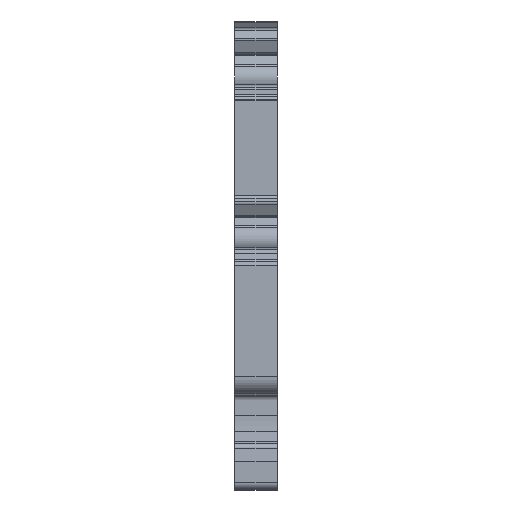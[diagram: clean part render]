
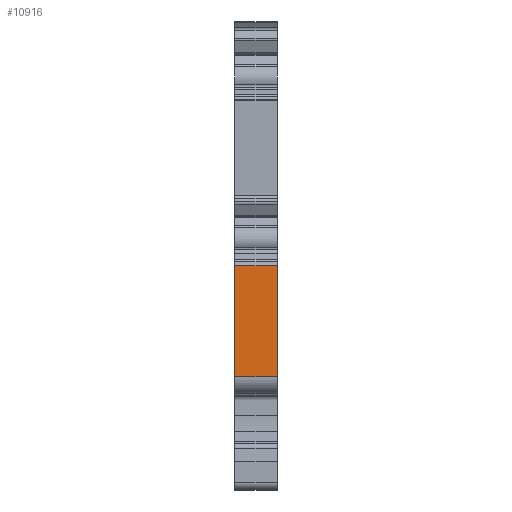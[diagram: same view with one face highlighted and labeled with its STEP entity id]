
A CAD part, left-side view. The second image highlights one B-rep face of the part: STEP entity #10916.
In plain terms, the highlighted planar face has unit normal (-1, 0, 0).
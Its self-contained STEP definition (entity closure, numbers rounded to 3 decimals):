
#861 = CARTESIAN_POINT ( 'NONE',  ( -60.1, 0., 8.868 ) ) ;
#2891 = DIRECTION ( 'NONE',  ( 1., 0., 0. ) ) ;
#3075 = PLANE ( 'NONE',  #8778 ) ;
#5576 = ORIENTED_EDGE ( 'NONE', *, *, #23887, .T. ) ;
#5835 = CARTESIAN_POINT ( 'NONE',  ( -60.1, 6., 8.868 ) ) ;
#6265 = VERTEX_POINT ( 'NONE', #24614 ) ;
#7068 = CARTESIAN_POINT ( 'NONE',  ( -60.1, 6., 8.868 ) ) ;
#7558 = LINE ( 'NONE', #31260, #34940 ) ;
#8778 = AXIS2_PLACEMENT_3D ( 'NONE', #5835, #2891, #14849 ) ;
#8947 = FACE_OUTER_BOUND ( 'NONE', #20265, .T. ) ;
#9160 = VECTOR ( 'NONE', #28464, 1000. ) ;
#10196 = VERTEX_POINT ( 'NONE', #37719 ) ;
#10916 = ADVANCED_FACE ( 'NONE', ( #8947 ), #3075, .F. ) ;
#13889 = EDGE_CURVE ( 'NONE', #6265, #34769, #25341, .T. ) ;
#14849 = DIRECTION ( 'NONE',  ( 0., 0., -1. ) ) ;
#15960 = LINE ( 'NONE', #24578, #21102 ) ;
#17999 = VECTOR ( 'NONE', #19031, 1000. ) ;
#19031 = DIRECTION ( 'NONE',  ( 0., 0., 1. ) ) ;
#19504 = VERTEX_POINT ( 'NONE', #861 ) ;
#20129 = CARTESIAN_POINT ( 'NONE',  ( -60.1, 0., 24.711 ) ) ;
#20265 = EDGE_LOOP ( 'NONE', ( #25282, #30550, #38538, #5576 ) ) ;
#21102 = VECTOR ( 'NONE', #33374, 1000. ) ;
#23887 = EDGE_CURVE ( 'NONE', #10196, #19504, #15960, .T. ) ;
#24578 = CARTESIAN_POINT ( 'NONE',  ( -60.1, 6., 8.868 ) ) ;
#24614 = CARTESIAN_POINT ( 'NONE',  ( -60.1, 6., 24.711 ) ) ;
#25282 = ORIENTED_EDGE ( 'NONE', *, *, #38544, .T. ) ;
#25341 = LINE ( 'NONE', #37255, #9160 ) ;
#28464 = DIRECTION ( 'NONE',  ( 0., -1., 0. ) ) ;
#30550 = ORIENTED_EDGE ( 'NONE', *, *, #13889, .F. ) ;
#30868 = DIRECTION ( 'NONE',  ( 0., 0., 1. ) ) ;
#31260 = CARTESIAN_POINT ( 'NONE',  ( -60.1, 0., 8.868 ) ) ;
#33374 = DIRECTION ( 'NONE',  ( 0., -1., 0. ) ) ;
#34769 = VERTEX_POINT ( 'NONE', #20129 ) ;
#34940 = VECTOR ( 'NONE', #30868, 1000. ) ;
#36824 = LINE ( 'NONE', #7068, #17999 ) ;
#37255 = CARTESIAN_POINT ( 'NONE',  ( -60.1, 6., 24.711 ) ) ;
#37719 = CARTESIAN_POINT ( 'NONE',  ( -60.1, 6., 8.868 ) ) ;
#37850 = EDGE_CURVE ( 'NONE', #10196, #6265, #36824, .T. ) ;
#38538 = ORIENTED_EDGE ( 'NONE', *, *, #37850, .F. ) ;
#38544 = EDGE_CURVE ( 'NONE', #19504, #34769, #7558, .T. ) ;
